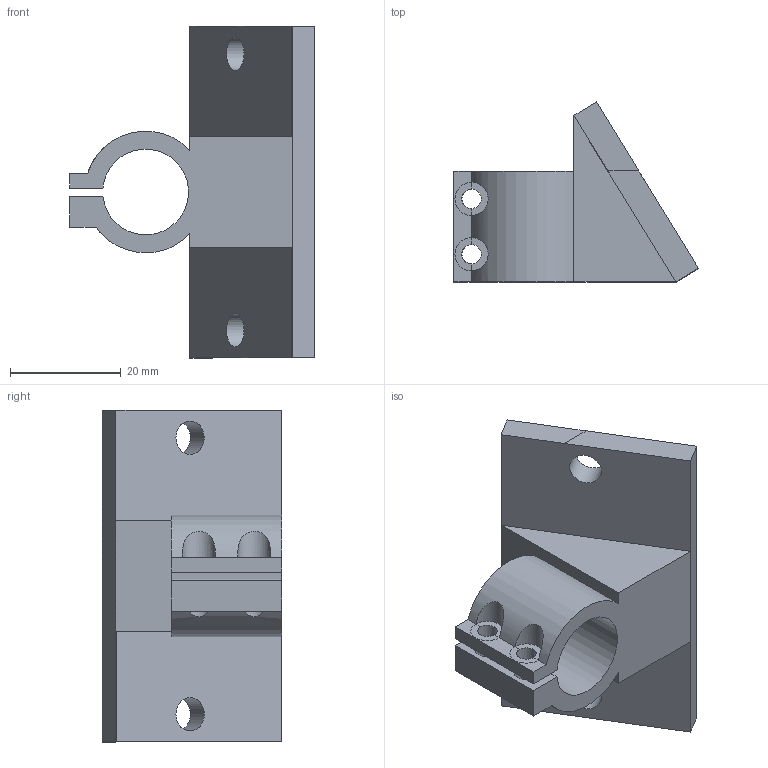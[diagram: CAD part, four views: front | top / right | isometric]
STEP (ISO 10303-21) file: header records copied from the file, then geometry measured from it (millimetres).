
FILE_DESCRIPTION(('FreeCAD Model'),'2;1');
FILE_NAME('Open CASCADE Shape Model','2024-12-04T10:49:14',(''),(''), 'Open CASCADE STEP processor 7.8','FreeCAD','Unknown');
FILE_SCHEMA(('AUTOMOTIVE_DESIGN { 1 0 10303 214 1 1 1 1 }'));
Length unit declared in the file: millimetre
Products named in the file (1): H4MountArm
Bounding box: 44.19 x 32.51 x 60 mm (x, y, z)
Volume: 18680.1 mm3; surface area: 8587.2 mm2
Topology: 1 solids, 1 shells, 37 faces, 112 edges, 73 vertices
Faces by surface type: plane 26, cylinder 11
Full cylindrical faces by diameter (mm): 3.5 x2, 4.6 x2, 6 x2
Entity records: 3536 total; most frequent: CARTESIAN_POINT 1335, DIRECTION 398, LINE 258, VECTOR 258, ORIENTED_EDGE 224, PCURVE 224, DEFINITIONAL_REPRESENTATION 224, EDGE_CURVE 112
